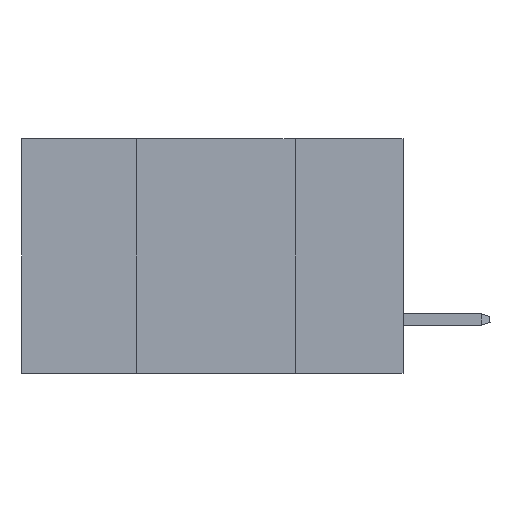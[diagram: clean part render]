
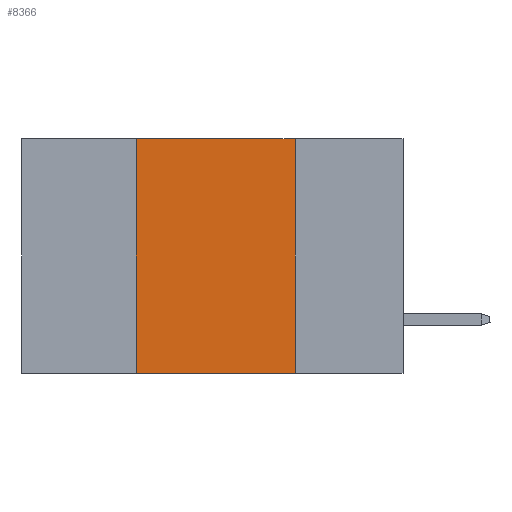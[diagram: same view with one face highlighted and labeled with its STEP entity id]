
A CAD part, left-side view. The second image highlights one B-rep face of the part: STEP entity #8366.
In plain terms, the highlighted planar face has unit normal (-1, 0, 0).
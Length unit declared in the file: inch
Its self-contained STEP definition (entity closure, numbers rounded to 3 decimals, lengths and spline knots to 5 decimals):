
#1084 = CARTESIAN_POINT ( 'NONE',  ( 0., 0.6, 0. ) ) ;
#1173 = VERTEX_POINT ( 'NONE', #5847 ) ;
#2475 = PLANE ( 'NONE',  #3901 ) ;
#3106 = DIRECTION ( 'NONE',  ( 0., 0., 1. ) ) ;
#3369 = CARTESIAN_POINT ( 'NONE',  ( 0., 0.17, -0.37 ) ) ;
#3858 = VECTOR ( 'NONE', #3106, 39.37008 ) ;
#3901 = AXIS2_PLACEMENT_3D ( 'NONE', #18055, #11199, #19292 ) ;
#4335 = FACE_OUTER_BOUND ( 'NONE', #9759, .T. ) ;
#4637 = DIRECTION ( 'NONE',  ( 0., 0., -1. ) ) ;
#5518 = ORIENTED_EDGE ( 'NONE', *, *, #10448, .F. ) ;
#5723 = VECTOR ( 'NONE', #18503, 39.37008 ) ;
#5847 = CARTESIAN_POINT ( 'NONE',  ( 0., 0.42, 0. ) ) ;
#6156 = CARTESIAN_POINT ( 'NONE',  ( 0., 0.17, 0. ) ) ;
#6457 = LINE ( 'NONE', #11406, #5723 ) ;
#7519 = VERTEX_POINT ( 'NONE', #3369 ) ;
#7726 = LINE ( 'NONE', #1084, #13446 ) ;
#7848 = CARTESIAN_POINT ( 'NONE',  ( 0., 0.42, 0. ) ) ;
#8366 = ADVANCED_FACE ( 'NONE', ( #4335 ), #2475, .F. ) ;
#9759 = EDGE_LOOP ( 'NONE', ( #14943, #5518, #15639, #14391 ) ) ;
#10362 = VERTEX_POINT ( 'NONE', #6156 ) ;
#10448 = EDGE_CURVE ( 'NONE', #1173, #10362, #7726, .T. ) ;
#10838 = DIRECTION ( 'NONE',  ( 0., -1., 0. ) ) ;
#11059 = LINE ( 'NONE', #7848, #3858 ) ;
#11199 = DIRECTION ( 'NONE',  ( 1., 0., 0. ) ) ;
#11406 = CARTESIAN_POINT ( 'NONE',  ( 0., 0.6, -0.37 ) ) ;
#12113 = EDGE_CURVE ( 'NONE', #17401, #7519, #6457, .T. ) ;
#13388 = VECTOR ( 'NONE', #4637, 39.37008 ) ;
#13446 = VECTOR ( 'NONE', #10838, 39.37008 ) ;
#14391 = ORIENTED_EDGE ( 'NONE', *, *, #12113, .T. ) ;
#14943 = ORIENTED_EDGE ( 'NONE', *, *, #21213, .F. ) ;
#15639 = ORIENTED_EDGE ( 'NONE', *, *, #21285, .F. ) ;
#16154 = CARTESIAN_POINT ( 'NONE',  ( 0., 0.17, 0. ) ) ;
#17315 = CARTESIAN_POINT ( 'NONE',  ( 0., 0.42, -0.37 ) ) ;
#17401 = VERTEX_POINT ( 'NONE', #17315 ) ;
#18055 = CARTESIAN_POINT ( 'NONE',  ( 0., 0.6, 0. ) ) ;
#18503 = DIRECTION ( 'NONE',  ( 0., -1., 0. ) ) ;
#19292 = DIRECTION ( 'NONE',  ( 0., 0., -1. ) ) ;
#21213 = EDGE_CURVE ( 'NONE', #10362, #7519, #21253, .T. ) ;
#21253 = LINE ( 'NONE', #16154, #13388 ) ;
#21285 = EDGE_CURVE ( 'NONE', #17401, #1173, #11059, .T. ) ;
